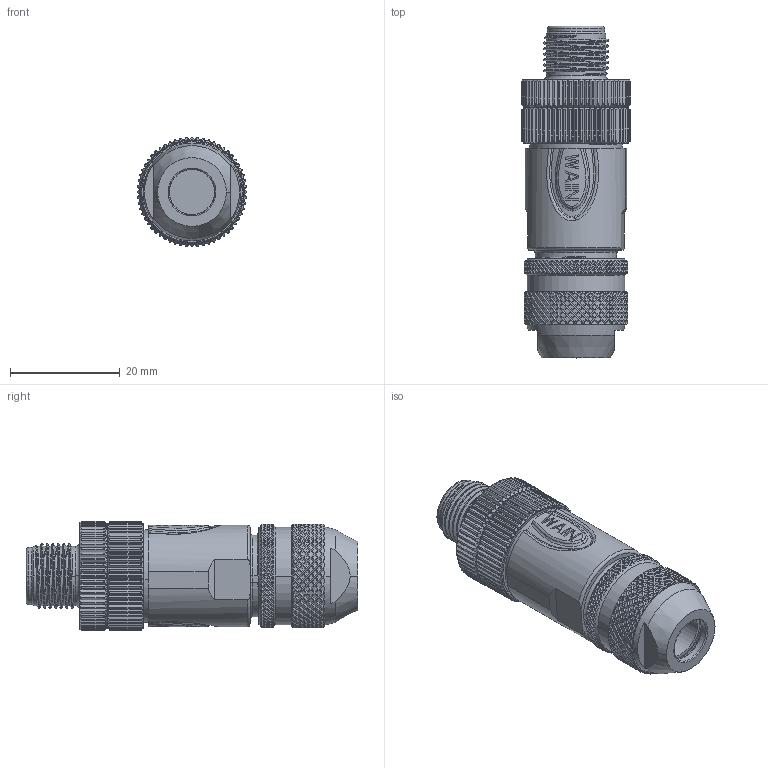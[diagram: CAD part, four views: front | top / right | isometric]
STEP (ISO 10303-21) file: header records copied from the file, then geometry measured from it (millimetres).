
FILE_DESCRIPTION((''),'2;1');
FILE_NAME('3D_1630044132002_M12-MST04A-T-D','2024-03-18T',('12262'),(''),'PRO/ENGINEER BY PARAMETRIC TECHNOLOGY CORPORATION, 2012480','PRO/ENGINEER BY PARAMETRIC TECHNOLOGY CORPORATION, 2012480','');
FILE_SCHEMA(('CONFIG_CONTROL_DESIGN'));
Products named in the file (1): 3D_1630044132002_M12-MST04A-T-D
Bounding box: 20 x 60.35 x 20 mm (x, y, z)
Volume: 13175.6 mm3; surface area: 5673.8 mm2
Topology: 1 solids, 2 shells, 4694 faces, 10749 edges, 6083 vertices
Faces by surface type: bspline 2918, cylinder 1036, plane 440, cone 267, torus 17, sphere 10, extrusion 6
Entity records: 211539 total; most frequent: CARTESIAN_POINT 133376, ORIENTED_EDGE 21478, EDGE_CURVE 10739, B_SPLINE_CURVE_WITH_KNOTS 8705, DIRECTION 6422, VERTEX_POINT 6083, EDGE_LOOP 4730, FACE_OUTER_BOUND 4694
